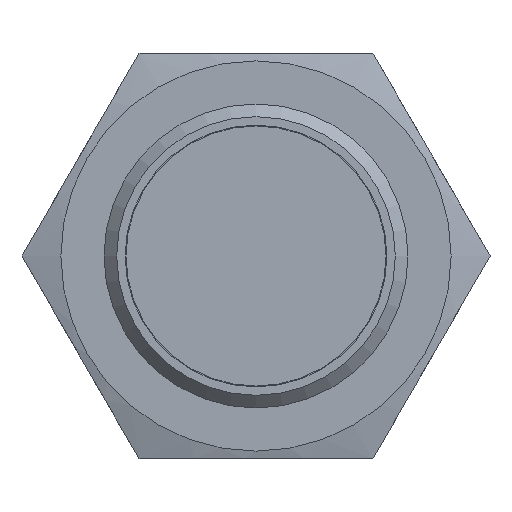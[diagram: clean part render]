
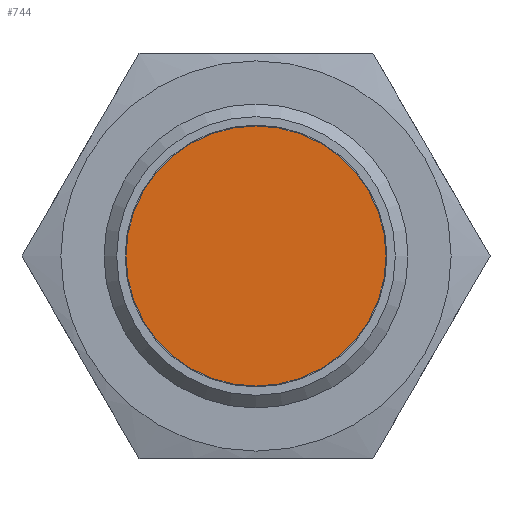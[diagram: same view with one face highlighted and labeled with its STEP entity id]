
A CAD part, front view. The second image highlights one B-rep face of the part: STEP entity #744.
In plain terms, the highlighted planar face has unit normal (0, -1, 0).
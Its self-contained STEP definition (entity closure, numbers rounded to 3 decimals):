
#73=PLANE('',#824);
#104=FACE_OUTER_BOUND('',#153,.T.);
#153=EDGE_LOOP('',(#502));
#277=CIRCLE('',#825,7.7);
#313=VERTEX_POINT('',#1127);
#386=EDGE_CURVE('',#313,#313,#277,.T.);
#502=ORIENTED_EDGE('',*,*,#386,.T.);
#744=ADVANCED_FACE('',(#104),#73,.T.);
#824=AXIS2_PLACEMENT_3D('',#1126,#934,#935);
#825=AXIS2_PLACEMENT_3D('',#1128,#936,#937);
#934=DIRECTION('center_axis',(0.,-1.,0.));
#935=DIRECTION('ref_axis',(0.,0.,-1.));
#936=DIRECTION('center_axis',(0.,-1.,0.));
#937=DIRECTION('ref_axis',(1.,0.,0.));
#1126=CARTESIAN_POINT('Origin',(3.85,0.,
0.));
#1127=CARTESIAN_POINT('',(-7.7,0.,0.));
#1128=CARTESIAN_POINT('Origin',(0.,0.,
0.));
